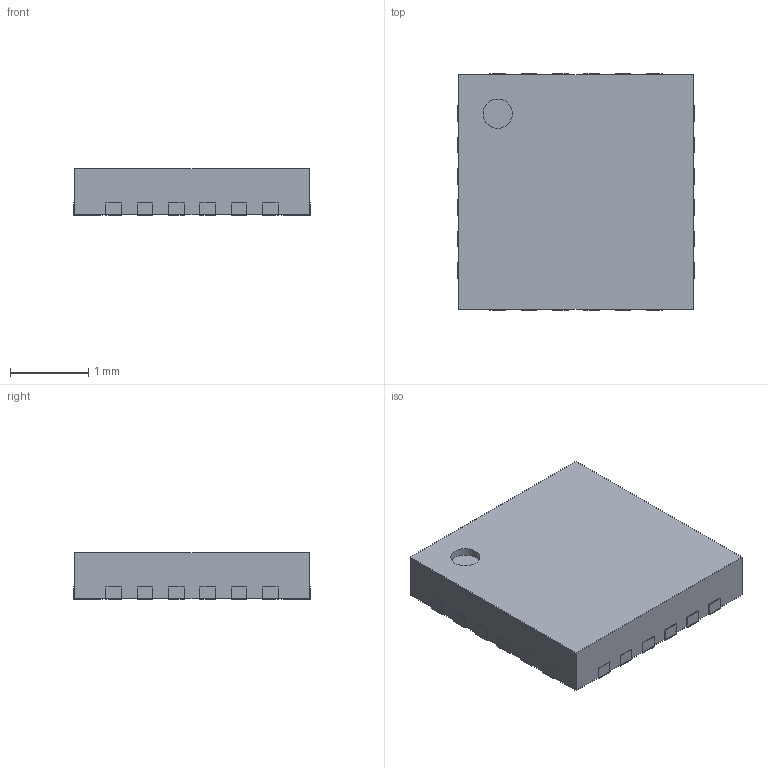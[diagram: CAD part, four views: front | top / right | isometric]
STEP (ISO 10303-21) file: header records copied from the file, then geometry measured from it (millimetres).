
FILE_DESCRIPTION(('Open CASCADE Model'),'2;1');
FILE_NAME('Open CASCADE Shape Model','2023-03-05T00:19:45',('Author'),( 'Open CASCADE'),'Open CASCADE STEP processor 6.8','Open CASCADE 6.8' ,'Unknown');
FILE_SCHEMA(('AUTOMOTIVE_DESIGN_CC2 { 1 2 10303 214 -1 1 5 4 }'));
Length unit declared in the file: millimetre
Products named in the file (6): QFN24_MAX77751.step; Open CASCADE STEP translator 6.8 21.1; Body; Open CASCADE STEP translator 6.8 21.2.1; Pin_Shape; Open CASCADE STEP translator 6.8 21.3.1
Assembly tree (28 placements, depth 3):
  QFN24_MAX77751.step
    Open CASCADE STEP translator 6.8 21.1
    Body
      Open CASCADE STEP translator 6.8 21.2.1
    Pin_Shape  x24
      Open CASCADE STEP translator 6.8 21.3.1
Bounding box: 3.02 x 3.02 x 0.6 mm (x, y, z)
Volume: 5.3 mm3; surface area: 30.5 mm2
Topology: 25 solids, 26 shells, 345 faces, 688 edges, 395 vertices
Faces by surface type: plane 344, cylinder 1
Full cylindrical faces by diameter (mm): 0.375 x1
Entity records: 1446 total; most frequent: DIRECTION 235, CARTESIAN_POINT 218, LINE 123, VECTOR 123, ORIENTED_EDGE 87, PCURVE 87, DEFINITIONAL_REPRESENTATION 87, AXIS2_PLACEMENT_3D 55
